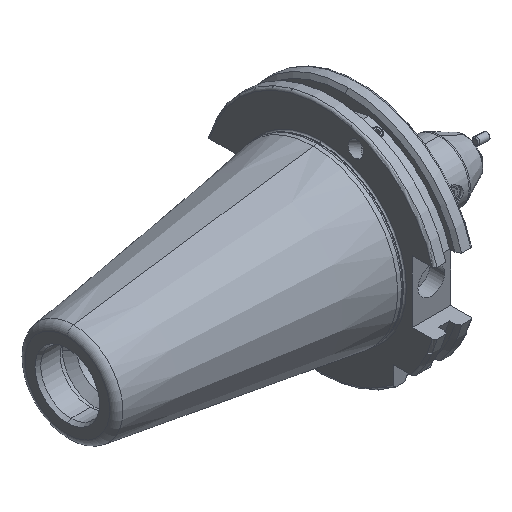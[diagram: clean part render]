
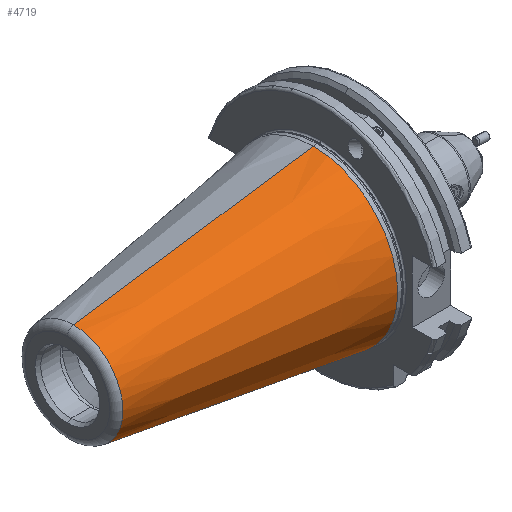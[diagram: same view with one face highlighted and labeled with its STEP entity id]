
A CAD part, isometric view. The second image highlights one B-rep face of the part: STEP entity #4719.
In plain terms, the highlighted conical face has half-angle 8.297 degrees and reference radius 34.925 mm.
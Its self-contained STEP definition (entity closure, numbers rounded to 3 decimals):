
#2362 = DIRECTION ( 'NONE',  ( 0.99, 0., 0.144 ) ) ;
#2363 = VECTOR ( 'NONE', #2362, 1000. ) ;
#2364 = CARTESIAN_POINT ( 'NONE',  ( 0., 0., 34.925 ) ) ;
#2365 = LINE ( 'NONE', #2364, #2363 ) ;
#2653 = DIRECTION ( 'NONE',  ( 0., 0., -1. ) ) ;
#2654 = DIRECTION ( 'NONE',  ( -1., 0., 0. ) ) ;
#2655 = CARTESIAN_POINT ( 'NONE',  ( -99.183, 0., 0. ) ) ;
#2656 = AXIS2_PLACEMENT_3D ( 'NONE', #2655, #2654, #2653 ) ;
#2657 = DIRECTION ( 'NONE',  ( 0., 0., 1. ) ) ;
#2658 = DIRECTION ( 'NONE',  ( 1., 0., 0. ) ) ;
#2659 = AXIS2_PLACEMENT_3D ( 'NONE', #2760, #2658, #2657 ) ;
#2660 = CONICAL_SURFACE ( 'NONE', #2659, 34.925, 0.145 ) ;
#2661 = CIRCLE ( 'NONE', #2656, 20.461 ) ;
#2760 = CARTESIAN_POINT ( 'NONE',  ( 0., 0., 0. ) ) ;
#2761 = FACE_OUTER_BOUND ( 'NONE', #4720, .T. ) ;
#2766 = CARTESIAN_POINT ( 'NONE',  ( 0., 0., -34.925 ) ) ;
#2767 = DIRECTION ( 'NONE',  ( 0., 0., -1. ) ) ;
#2768 = DIRECTION ( 'NONE',  ( -1., 0., 0. ) ) ;
#2769 = CARTESIAN_POINT ( 'NONE',  ( 0., 0., 0. ) ) ;
#2770 = AXIS2_PLACEMENT_3D ( 'NONE', #2769, #2768, #2767 ) ;
#2771 = CIRCLE ( 'NONE', #2770, 34.925 ) ;
#2772 = CARTESIAN_POINT ( 'NONE',  ( 0., 0., 34.925 ) ) ;
#2971 = CARTESIAN_POINT ( 'NONE',  ( -99.183, 0., -20.461 ) ) ;
#2973 = CARTESIAN_POINT ( 'NONE',  ( -99.183, 0., 20.461 ) ) ;
#2985 = DIRECTION ( 'NONE',  ( 0.99, 0., -0.144 ) ) ;
#2986 = VECTOR ( 'NONE', #2985, 1000. ) ;
#2987 = CARTESIAN_POINT ( 'NONE',  ( 0., 0., -34.925 ) ) ;
#2990 = LINE ( 'NONE', #2987, #2986 ) ;
#4548 = EDGE_CURVE ( 'NONE', #4820, #4713, #2365, .T. ) ;
#4698 = ORIENTED_EDGE ( 'NONE', *, *, #4548, .F. ) ;
#4713 = VERTEX_POINT ( 'NONE', #2772 ) ;
#4715 = EDGE_CURVE ( 'NONE', #4716, #4713, #2771, .T. ) ;
#4716 = VERTEX_POINT ( 'NONE', #2766 ) ;
#4719 = ADVANCED_FACE ( 'NONE', ( #2761 ), #2660, .T. ) ;
#4720 = EDGE_LOOP ( 'NONE', ( #4721, #4821, #4756, #4698 ) ) ;
#4721 = ORIENTED_EDGE ( 'NONE', *, *, #4722, .F. ) ;
#4722 = EDGE_CURVE ( 'NONE', #4819, #4820, #2661, .T. ) ;
#4756 = ORIENTED_EDGE ( 'NONE', *, *, #4715, .T. ) ;
#4819 = VERTEX_POINT ( 'NONE', #2971 ) ;
#4820 = VERTEX_POINT ( 'NONE', #2973 ) ;
#4821 = ORIENTED_EDGE ( 'NONE', *, *, #4822, .T. ) ;
#4822 = EDGE_CURVE ( 'NONE', #4819, #4716, #2990, .T. ) ;
